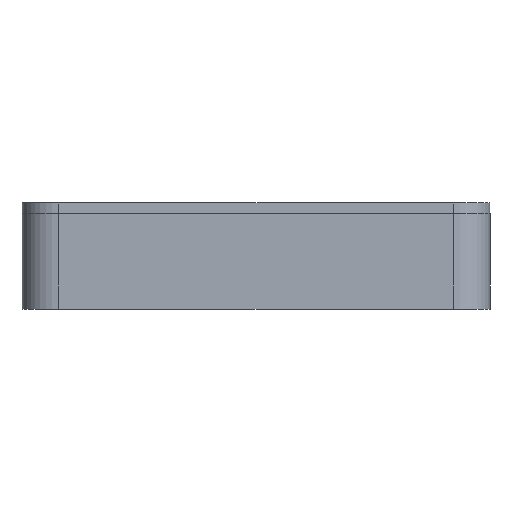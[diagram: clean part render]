
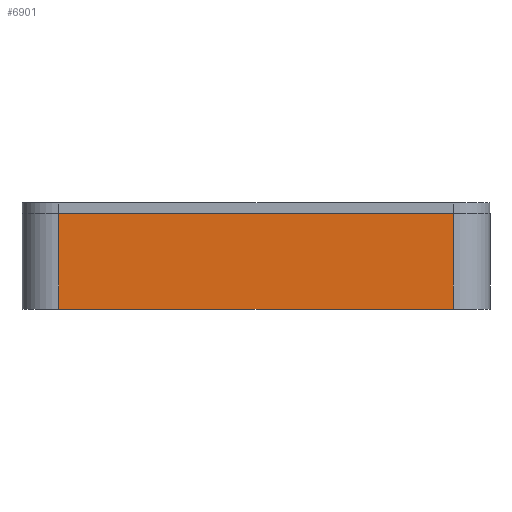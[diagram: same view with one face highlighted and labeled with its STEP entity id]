
A CAD part, left-side view. The second image highlights one B-rep face of the part: STEP entity #6901.
In plain terms, the highlighted planar face has unit normal (-1, 0, 0).
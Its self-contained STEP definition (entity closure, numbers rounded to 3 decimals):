
#770=PLANE('',#7352);
#910=FACE_OUTER_BOUND('',#1305,.T.);
#1305=EDGE_LOOP('',(#4798,#4799,#4800,#4801));
#1725=LINE('',#8624,#2281);
#1733=LINE('',#8641,#2289);
#1746=LINE('',#8682,#2302);
#1767=LINE('',#8743,#2323);
#2281=VECTOR('',#7572,10.);
#2289=VECTOR('',#7584,10.);
#2302=VECTOR('',#7619,10.);
#2323=VECTOR('',#7688,10.);
#2908=VERTEX_POINT('',#8617);
#2911=VERTEX_POINT('',#8622);
#2918=VERTEX_POINT('',#8640);
#2935=VERTEX_POINT('',#8681);
#3627=EDGE_CURVE('',#2911,#2908,#1725,.T.);
#3635=EDGE_CURVE('',#2908,#2918,#1733,.T.);
#3656=EDGE_CURVE('',#2918,#2935,#1746,.T.);
#3687=EDGE_CURVE('',#2935,#2911,#1767,.T.);
#4798=ORIENTED_EDGE('',*,*,#3627,.F.);
#4799=ORIENTED_EDGE('',*,*,#3687,.F.);
#4800=ORIENTED_EDGE('',*,*,#3656,.F.);
#4801=ORIENTED_EDGE('',*,*,#3635,.F.);
#6901=ADVANCED_FACE('',(#910),#770,.T.);
#7352=AXIS2_PLACEMENT_3D('',#8742,#7686,#7687);
#7572=DIRECTION('',(0.,0.,1.));
#7584=DIRECTION('',(0.,-1.,0.));
#7619=DIRECTION('',(0.,0.,-1.));
#7686=DIRECTION('center_axis',(-1.,0.,0.));
#7687=DIRECTION('ref_axis',(0.,-1.,0.));
#7688=DIRECTION('',(0.,1.,0.));
#8617=CARTESIAN_POINT('',(-36.647,35.074,13.));
#8622=CARTESIAN_POINT('',(-36.647,35.074,0.));
#8624=CARTESIAN_POINT('',(-36.647,35.074,0.));
#8640=CARTESIAN_POINT('',(-36.647,-18.926,13.));
#8641=CARTESIAN_POINT('',(-36.647,-23.926,13.));
#8681=CARTESIAN_POINT('',(-36.647,-18.926,0.));
#8682=CARTESIAN_POINT('',(-36.647,-18.926,0.));
#8742=CARTESIAN_POINT('Origin',(-36.647,40.074,0.));
#8743=CARTESIAN_POINT('',(-36.647,-23.926,0.));
